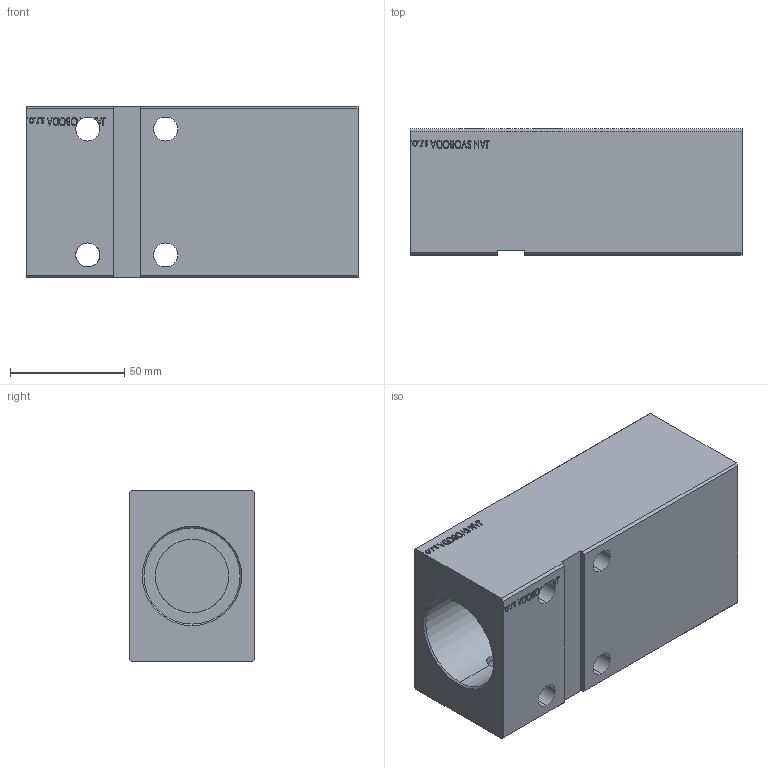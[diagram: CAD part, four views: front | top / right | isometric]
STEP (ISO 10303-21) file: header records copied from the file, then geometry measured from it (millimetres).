
FILE_DESCRIPTION (( 'STEP AP203' ), '1' );
FILE_NAME ('5961.STEP', '2022-04-07T14:44:35', ( '' ), ( '' ), 'SwSTEP 2.0', 'SolidWorks 2019', '' );
FILE_SCHEMA (( 'CONFIG_CONTROL_DESIGN' ));
Products named in the file (1): 5961
Bounding box: 145 x 55 x 75 mm (x, y, z)
Volume: 426843 mm3; surface area: 68842.7 mm2
Topology: 1 solids, 1 shells, 743 faces, 1943 edges, 1293 vertices
Faces by surface type: plane 363, bspline 350, cylinder 28, cone 2
Entity records: 39292 total; most frequent: CARTESIAN_POINT 23253, ORIENTED_EDGE 3886, DIRECTION 2085, EDGE_CURVE 1943, VERTEX_POINT 1293, LINE 1167, VECTOR 1167, EDGE_LOOP 848
